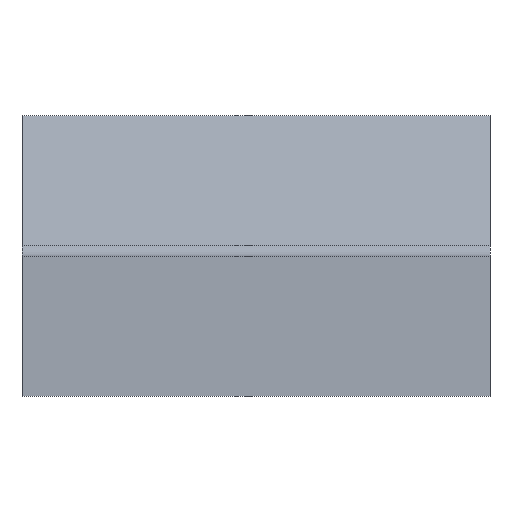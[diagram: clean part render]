
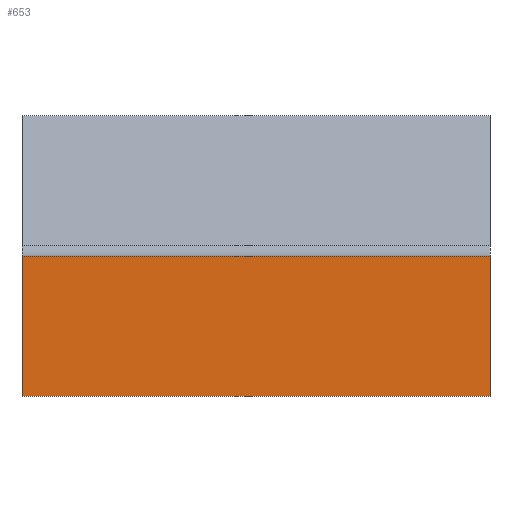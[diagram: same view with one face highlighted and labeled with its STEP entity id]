
A CAD part, front view. The second image highlights one B-rep face of the part: STEP entity #653.
In plain terms, the highlighted planar face has unit normal (0, -1, 0).
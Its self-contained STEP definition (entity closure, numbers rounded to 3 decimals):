
#653=ADVANCED_FACE('',(#1300),#1301,.F.);
#1300=FACE_OUTER_BOUND('',#1938,.T.);
#1301=PLANE('',#1939);
#1938=EDGE_LOOP('',(#4023,#4024,#4025,#4026));
#1939=AXIS2_PLACEMENT_3D('',#4027,#4028,#4029);
#4023=ORIENTED_EDGE('',*,*,#4861,.T.);
#4024=ORIENTED_EDGE('',*,*,#4047,.T.);
#4025=ORIENTED_EDGE('',*,*,#4863,.F.);
#4026=ORIENTED_EDGE('',*,*,#4468,.F.);
#4027=CARTESIAN_POINT('',(0.0,-107.0,4.5));
#4028=DIRECTION('',(0.0,1.0,0.0));
#4029=DIRECTION('',(0.0,0.0,1.0));
#4047=EDGE_CURVE('',#4892,#4890,#4893,.T.);
#4468=EDGE_CURVE('',#5716,#5718,#5719,.T.);
#4861=EDGE_CURVE('',#5716,#4892,#6112,.T.);
#4863=EDGE_CURVE('',#5718,#4890,#6114,.T.);
#4890=VERTEX_POINT('',#6150);
#4892=VERTEX_POINT('',#6153);
#4893=LINE('',#6154,#6155);
#5716=VERTEX_POINT('',#7255);
#5718=VERTEX_POINT('',#7258);
#5719=LINE('',#7259,#7260);
#6112=LINE('',#7849,#7850);
#6114=LINE('',#7852,#7853);
#6150=CARTESIAN_POINT('',(-7.5,-107.0,0.0));
#6153=CARTESIAN_POINT('',(-7.5,-107.0,4.5));
#6154=CARTESIAN_POINT('',(-7.5,-107.0,4.5));
#6155=VECTOR('',#7872,1.0);
#7255=CARTESIAN_POINT('',(7.5,-107.0,4.5));
#7258=CARTESIAN_POINT('',(7.5,-107.0,0.0));
#7259=CARTESIAN_POINT('',(7.5,-107.0,4.5));
#7260=VECTOR('',#8553,1.0);
#7849=CARTESIAN_POINT('',(-3.75,-107.0,4.5));
#7850=VECTOR('',#8750,1.0);
#7852=CARTESIAN_POINT('',(0.0,-107.0,0.0));
#7853=VECTOR('',#8751,1.0);
#7872=DIRECTION('',(0.0,0.0,-1.0));
#8553=DIRECTION('',(0.0,0.0,-1.0));
#8750=DIRECTION('',(-1.0,0.0,0.0));
#8751=DIRECTION('',(-1.0,0.0,0.0));
